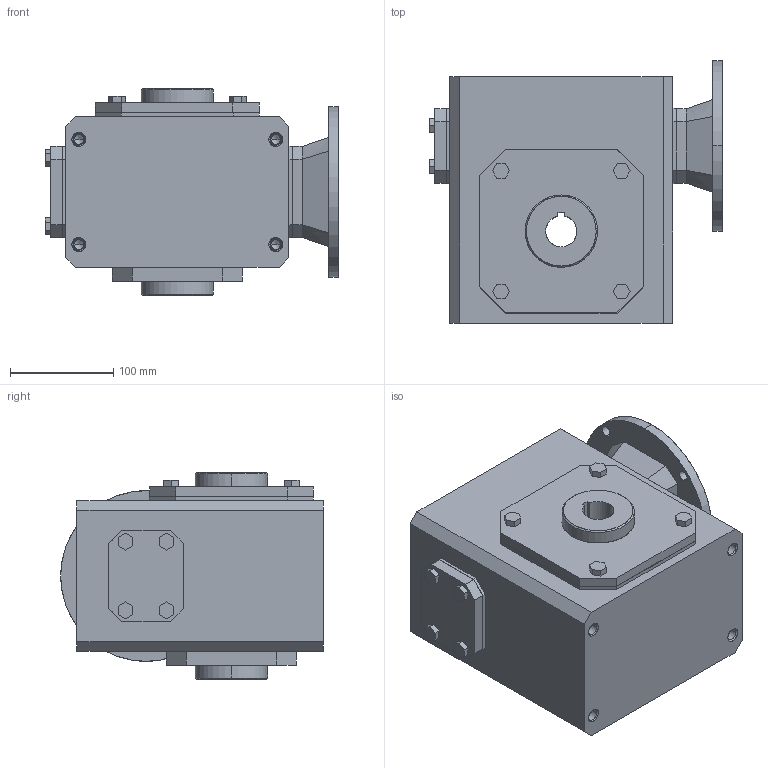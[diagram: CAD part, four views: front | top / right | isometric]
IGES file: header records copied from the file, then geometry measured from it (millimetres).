
Start section: SolidWorks IGES file using analytic representation for surfaces
Global section: file name: 32DEFAU081277305608.igs; native system: SolidWorks 2017; preprocessor: SolidWorks 2017; author: partstream; date: 170812.070739; units: inch
Bounding box: 283.46 x 254 x 200.15 mm (x, y, z)
Surface area: 345081.1 mm2 (no closed solid volume)
Topology: 0 solids, 0 shells, 401 faces, 4068 edges, 4044 vertices
Faces by surface type: bspline 277, revolution 124
